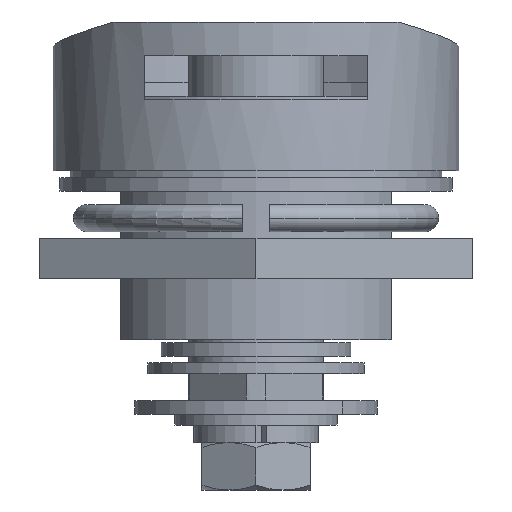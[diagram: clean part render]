
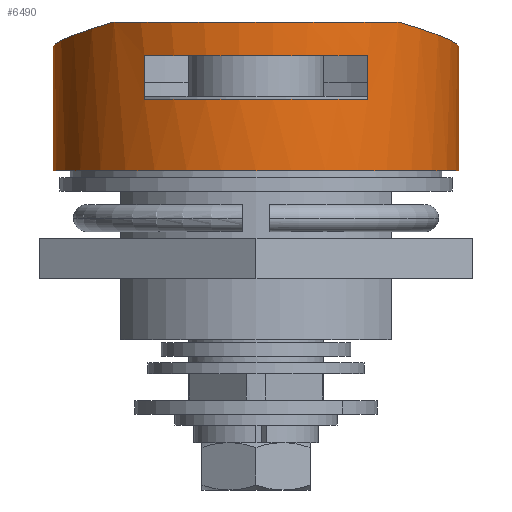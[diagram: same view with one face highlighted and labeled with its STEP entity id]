
A CAD part, front view. The second image highlights one B-rep face of the part: STEP entity #6490.
In plain terms, the highlighted cylindrical face has radius 15 mm (diameter 30 mm), a partial arc.
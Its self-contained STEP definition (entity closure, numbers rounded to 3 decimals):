
#10 = ORIENTED_EDGE ( 'NONE', *, *, #5439, .T. ) ;
#26 = CARTESIAN_POINT ( 'NONE',  ( 10.712, 11., -10.5 ) ) ;
#157 = EDGE_LOOP ( 'NONE', ( #3450, #484, #3052, #6373, #1424, #790 ) ) ;
#238 = DIRECTION ( 'NONE',  ( 0., 1., 0. ) ) ;
#371 = AXIS2_PLACEMENT_3D ( 'NONE', #6760, #3583, #4625 ) ;
#376 = CARTESIAN_POINT ( 'NONE',  ( 0., 9.196, 15. ) ) ;
#398 = ORIENTED_EDGE ( 'NONE', *, *, #4840, .T. ) ;
#484 = ORIENTED_EDGE ( 'NONE', *, *, #4125, .T. ) ;
#738 = CARTESIAN_POINT ( 'NONE',  ( 0., 0., 0. ) ) ;
#778 = VERTEX_POINT ( 'NONE', #1474 ) ;
#790 = ORIENTED_EDGE ( 'NONE', *, *, #5736, .F. ) ;
#914 = VERTEX_POINT ( 'NONE', #3649 ) ;
#1005 = EDGE_LOOP ( 'NONE', ( #10, #5978, #2270, #398 ) ) ;
#1158 = VECTOR ( 'NONE', #1973, 1000. ) ;
#1160 = FACE_BOUND ( 'NONE', #1005, .T. ) ;
#1207 = CARTESIAN_POINT ( 'NONE',  ( 12.527, 8.5, 8.25 ) ) ;
#1248 = AXIS2_PLACEMENT_3D ( 'NONE', #5104, #1486, #6681 ) ;
#1424 = ORIENTED_EDGE ( 'NONE', *, *, #4191, .T. ) ;
#1427 = DIRECTION ( 'NONE',  ( 0., 1., 0. ) ) ;
#1474 = CARTESIAN_POINT ( 'NONE',  ( 12.527, 5.3, 8.25 ) ) ;
#1486 = DIRECTION ( 'NONE',  ( 0., -1., 0. ) ) ;
#1786 = DIRECTION ( 'NONE',  ( 0., 0., 1. ) ) ;
#1837 = DIRECTION ( 'NONE',  ( 0., 0., 1. ) ) ;
#1914 = EDGE_CURVE ( 'NONE', #3016, #5173, #1992, .T. ) ;
#1973 = DIRECTION ( 'NONE',  ( 0., -1., 0. ) ) ;
#1992 =( BOUNDED_CURVE ( )  B_SPLINE_CURVE ( 3, ( #26, #3628, #6279, #2177 ),
 .UNSPECIFIED., .F., .F. ) 
 B_SPLINE_CURVE_WITH_KNOTS ( ( 4, 4 ),
 ( 2.009, 2.804 ),
 .UNSPECIFIED. ) 
 CURVE ( )  GEOMETRIC_REPRESENTATION_ITEM ( )  RATIONAL_B_SPLINE_CURVE ( ( 1., 0.948, 0.948, 1. ) ) 
 REPRESENTATION_ITEM ( '' )  );
#2129 = VERTEX_POINT ( 'NONE', #376 ) ;
#2142 = VECTOR ( 'NONE', #1427, 1000. ) ;
#2177 = CARTESIAN_POINT ( 'NONE',  ( 0., 9.196, -15. ) ) ;
#2270 = ORIENTED_EDGE ( 'NONE', *, *, #4620, .T. ) ;
#2292 = VERTEX_POINT ( 'NONE', #2506 ) ;
#2331 = CIRCLE ( 'NONE', #6771, 15. ) ;
#2396 = CARTESIAN_POINT ( 'NONE',  ( 0., 0., -15. ) ) ;
#2506 = CARTESIAN_POINT ( 'NONE',  ( 0., 0., 15. ) ) ;
#2537 = AXIS2_PLACEMENT_3D ( 'NONE', #3982, #3523, #3461 ) ;
#2715 = EDGE_CURVE ( 'NONE', #4489, #778, #3636, .T. ) ;
#2723 = DIRECTION ( 'NONE',  ( 0., 1., 0. ) ) ;
#2865 = CYLINDRICAL_SURFACE ( 'NONE', #2537, 15. ) ;
#2875 = VECTOR ( 'NONE', #2723, 1000. ) ;
#3016 = VERTEX_POINT ( 'NONE', #5900 ) ;
#3052 = ORIENTED_EDGE ( 'NONE', *, *, #1914, .F. ) ;
#3061 = EDGE_CURVE ( 'NONE', #2292, #6340, #2331, .T. ) ;
#3111 = VERTEX_POINT ( 'NONE', #1207 ) ;
#3238 = CARTESIAN_POINT ( 'NONE',  ( 7.852, 10.144, 13.418 ) ) ;
#3253 = VECTOR ( 'NONE', #238, 1000. ) ;
#3259 = LINE ( 'NONE', #4016, #1158 ) ;
#3271 = LINE ( 'NONE', #4037, #2142 ) ;
#3399 = CARTESIAN_POINT ( 'NONE',  ( 12.527, 5.3, -8.25 ) ) ;
#3450 = ORIENTED_EDGE ( 'NONE', *, *, #3061, .T. ) ;
#3461 = DIRECTION ( 'NONE',  ( 0., 0., 1. ) ) ;
#3523 = DIRECTION ( 'NONE',  ( 0., 1., 0. ) ) ;
#3534 = CARTESIAN_POINT ( 'NONE',  ( 10.712, 11., 10.5 ) ) ;
#3583 = DIRECTION ( 'NONE',  ( 0., 1., 0. ) ) ;
#3628 = CARTESIAN_POINT ( 'NONE',  ( 7.852, 10.144, -13.418 ) ) ;
#3636 = CIRCLE ( 'NONE', #1248, 15. ) ;
#3649 = CARTESIAN_POINT ( 'NONE',  ( 12.527, 8.5, -8.25 ) ) ;
#3761 = FACE_OUTER_BOUND ( 'NONE', #157, .T. ) ;
#3815 = CARTESIAN_POINT ( 'NONE',  ( 0., 9.196, -15. ) ) ;
#3947 = VERTEX_POINT ( 'NONE', #3534 ) ;
#3982 = CARTESIAN_POINT ( 'NONE',  ( 0., 43.787, 0. ) ) ;
#4016 = CARTESIAN_POINT ( 'NONE',  ( 12.527, 43.787, -8.25 ) ) ;
#4037 = CARTESIAN_POINT ( 'NONE',  ( 12.527, 43.787, 8.25 ) ) ;
#4125 = EDGE_CURVE ( 'NONE', #6340, #5173, #4263, .T. ) ;
#4191 = EDGE_CURVE ( 'NONE', #3947, #2129, #4321, .T. ) ;
#4263 = LINE ( 'NONE', #5328, #2875 ) ;
#4270 = CARTESIAN_POINT ( 'NONE',  ( 10.712, 11., 10.5 ) ) ;
#4321 =( BOUNDED_CURVE ( )  B_SPLINE_CURVE ( 3, ( #4270, #3238, #5285, #5826 ),
 .UNSPECIFIED., .F., .F. ) 
 B_SPLINE_CURVE_WITH_KNOTS ( ( 4, 4 ),
 ( 2.009, 2.804 ),
 .UNSPECIFIED. ) 
 CURVE ( )  GEOMETRIC_REPRESENTATION_ITEM ( )  RATIONAL_B_SPLINE_CURVE ( ( 1., 0.948, 0.948, 1. ) ) 
 REPRESENTATION_ITEM ( '' )  );
#4489 = VERTEX_POINT ( 'NONE', #3399 ) ;
#4620 = EDGE_CURVE ( 'NONE', #778, #3111, #3271, .T. ) ;
#4625 = DIRECTION ( 'NONE',  ( 0., 0., 1. ) ) ;
#4840 = EDGE_CURVE ( 'NONE', #3111, #914, #6571, .T. ) ;
#4952 = AXIS2_PLACEMENT_3D ( 'NONE', #6623, #5557, #1837 ) ;
#5104 = CARTESIAN_POINT ( 'NONE',  ( 0., 5.3, 0. ) ) ;
#5173 = VERTEX_POINT ( 'NONE', #3815 ) ;
#5285 = CARTESIAN_POINT ( 'NONE',  ( 4.086, 9.509, 15. ) ) ;
#5328 = CARTESIAN_POINT ( 'NONE',  ( 0., 43.787, -15. ) ) ;
#5371 = EDGE_CURVE ( 'NONE', #3947, #3016, #6646, .T. ) ;
#5439 = EDGE_CURVE ( 'NONE', #914, #4489, #3259, .T. ) ;
#5557 = DIRECTION ( 'NONE',  ( 0., 1., 0. ) ) ;
#5736 = EDGE_CURVE ( 'NONE', #2292, #2129, #5889, .T. ) ;
#5826 = CARTESIAN_POINT ( 'NONE',  ( 0., 9.196, 15. ) ) ;
#5889 = LINE ( 'NONE', #6521, #3253 ) ;
#5900 = CARTESIAN_POINT ( 'NONE',  ( 10.712, 11., -10.5 ) ) ;
#5978 = ORIENTED_EDGE ( 'NONE', *, *, #2715, .T. ) ;
#6002 = DIRECTION ( 'NONE',  ( 0., 1., 0. ) ) ;
#6279 = CARTESIAN_POINT ( 'NONE',  ( 4.086, 9.509, -15. ) ) ;
#6340 = VERTEX_POINT ( 'NONE', #2396 ) ;
#6373 = ORIENTED_EDGE ( 'NONE', *, *, #5371, .F. ) ;
#6490 = ADVANCED_FACE ( 'NONE', ( #1160, #3761 ), #2865, .T. ) ;
#6521 = CARTESIAN_POINT ( 'NONE',  ( 0., 43.787, 15. ) ) ;
#6571 = CIRCLE ( 'NONE', #371, 15. ) ;
#6623 = CARTESIAN_POINT ( 'NONE',  ( 0., 11., 0. ) ) ;
#6646 = CIRCLE ( 'NONE', #4952, 15. ) ;
#6681 = DIRECTION ( 'NONE',  ( 0., 0., -1. ) ) ;
#6760 = CARTESIAN_POINT ( 'NONE',  ( 0., 8.5, 0. ) ) ;
#6771 = AXIS2_PLACEMENT_3D ( 'NONE', #738, #6002, #1786 ) ;
